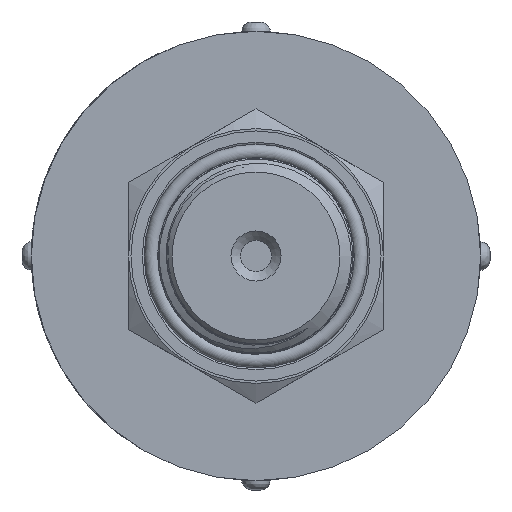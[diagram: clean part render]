
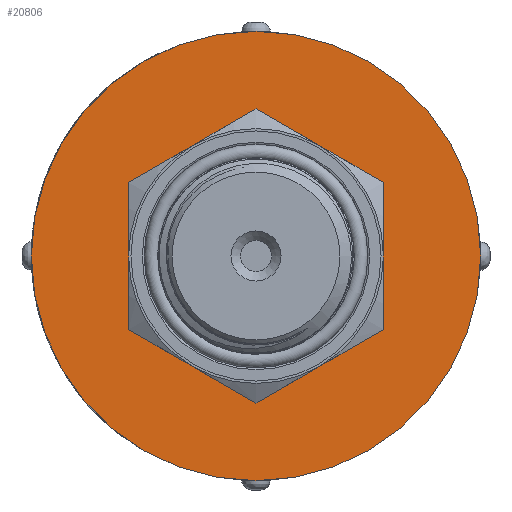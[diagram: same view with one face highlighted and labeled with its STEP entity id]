
A CAD part, left-side view. The second image highlights one B-rep face of the part: STEP entity #20806.
In plain terms, the highlighted face is planar.
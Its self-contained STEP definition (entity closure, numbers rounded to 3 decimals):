
#164=FACE_BOUND('',#2633,.T.);
#904=PLANE('',#22204);
#1408=FACE_OUTER_BOUND('',#2632,.T.);
#2632=EDGE_LOOP('',(#14632));
#2633=EDGE_LOOP('',(#14633));
#3894=CIRCLE('',#22203,13.25);
#3895=CIRCLE('',#22205,23.813);
#8705=VERTEX_POINT('',#35245);
#8706=VERTEX_POINT('',#35249);
#11003=EDGE_CURVE('',#8705,#8705,#3894,.T.);
#11004=EDGE_CURVE('',#8706,#8706,#3895,.T.);
#14632=ORIENTED_EDGE('',*,*,#11004,.F.);
#14633=ORIENTED_EDGE('',*,*,#11003,.T.);
#20806=ADVANCED_FACE('',(#1408,#164),#904,.T.);
#22203=AXIS2_PLACEMENT_3D('',#35247,#23705,#23706);
#22204=AXIS2_PLACEMENT_3D('',#35248,#23707,#23708);
#22205=AXIS2_PLACEMENT_3D('',#35250,#23709,#23710);
#23705=DIRECTION('center_axis',(-1.,0.,0.));
#23706=DIRECTION('ref_axis',(0.,0.,
1.));
#23707=DIRECTION('center_axis',(1.,0.,0.));
#23708=DIRECTION('ref_axis',(0.,0.,
-1.));
#23709=DIRECTION('center_axis',(-1.,0.,0.));
#23710=DIRECTION('ref_axis',(0.,0.,
1.));
#35245=CARTESIAN_POINT('',(34.,-13.25,0.));
#35247=CARTESIAN_POINT('Origin',(34.,0.,0.));
#35248=CARTESIAN_POINT('Origin',(34.,23.813,0.));
#35249=CARTESIAN_POINT('',(34.,-23.813,0.));
#35250=CARTESIAN_POINT('Origin',(34.,0.,0.));
